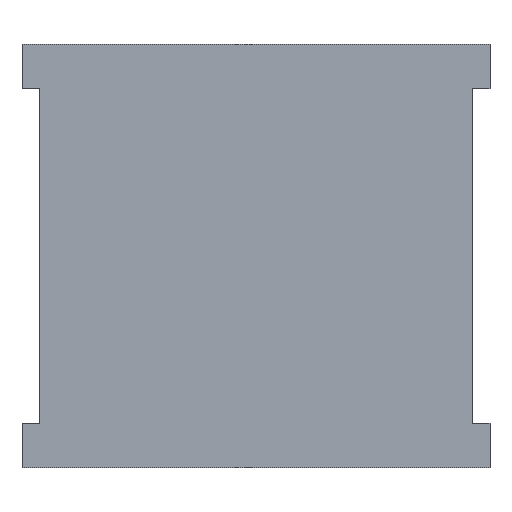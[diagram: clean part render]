
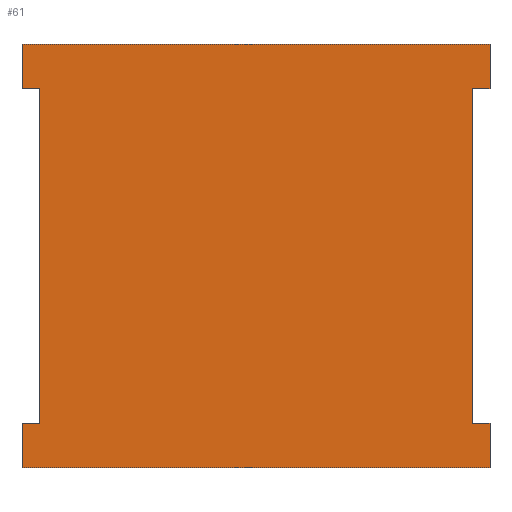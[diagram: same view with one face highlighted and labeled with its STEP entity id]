
A CAD part, front view. The second image highlights one B-rep face of the part: STEP entity #61.
In plain terms, the highlighted planar face has unit normal (0, -1, 0).
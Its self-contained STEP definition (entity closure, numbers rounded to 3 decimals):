
#61=ADVANCED_FACE('NONE',(#131),#132,.T.);
#131=FACE_OUTER_BOUND('',#238,.T.);
#132=PLANE('',#239);
#238=EDGE_LOOP('',(#449,#450,#451,#452,#453,#454,#455,#456,#457,#458,#459,#460));
#239=AXIS2_PLACEMENT_3D('',#461,#462,#463);
#449=ORIENTED_EDGE('',*,*,#799,.T.);
#450=ORIENTED_EDGE('',*,*,#800,.T.);
#451=ORIENTED_EDGE('',*,*,#801,.T.);
#452=ORIENTED_EDGE('',*,*,#802,.F.);
#453=ORIENTED_EDGE('',*,*,#803,.F.);
#454=ORIENTED_EDGE('',*,*,#767,.F.);
#455=ORIENTED_EDGE('',*,*,#798,.F.);
#456=ORIENTED_EDGE('',*,*,#772,.F.);
#457=ORIENTED_EDGE('',*,*,#804,.F.);
#458=ORIENTED_EDGE('',*,*,#805,.T.);
#459=ORIENTED_EDGE('',*,*,#806,.T.);
#460=ORIENTED_EDGE('',*,*,#807,.T.);
#461=CARTESIAN_POINT('',(0.0,-10.5,9.5));
#462=DIRECTION('',(0.0,-1.0,0.0));
#463=DIRECTION('',(0.0,0.0,-1.0));
#767=EDGE_CURVE('NONE',#931,#933,#934,.T.);
#772=EDGE_CURVE('NONE',#940,#942,#943,.T.);
#798=EDGE_CURVE('NONE',#942,#931,#988,.T.);
#799=EDGE_CURVE('NONE',#989,#990,#991,.T.);
#800=EDGE_CURVE('NONE',#990,#992,#993,.T.);
#801=EDGE_CURVE('NONE',#992,#994,#995,.T.);
#802=EDGE_CURVE('NONE',#996,#994,#997,.T.);
#803=EDGE_CURVE('NONE',#933,#996,#998,.T.);
#804=EDGE_CURVE('NONE',#999,#940,#1000,.T.);
#805=EDGE_CURVE('NONE',#999,#1001,#1002,.T.);
#806=EDGE_CURVE('NONE',#1001,#1003,#1004,.T.);
#807=EDGE_CURVE('NONE',#1003,#989,#1005,.T.);
#931=VERTEX_POINT('NONE',#1182);
#933=VERTEX_POINT('NONE',#1185);
#934=LINE('',#1186,#1187);
#940=VERTEX_POINT('NONE',#1196);
#942=VERTEX_POINT('NONE',#1199);
#943=LINE('',#1200,#1201);
#988=LINE('',#1269,#1270);
#989=VERTEX_POINT('NONE',#1271);
#990=VERTEX_POINT('NONE',#1272);
#991=LINE('',#1273,#1274);
#992=VERTEX_POINT('NONE',#1275);
#993=LINE('',#1276,#1277);
#994=VERTEX_POINT('NONE',#1278);
#995=LINE('',#1279,#1280);
#996=VERTEX_POINT('NONE',#1281);
#997=LINE('',#1282,#1283);
#998=LINE('',#1284,#1285);
#999=VERTEX_POINT('NONE',#1286);
#1000=LINE('',#1287,#1288);
#1001=VERTEX_POINT('NONE',#1289);
#1002=LINE('',#1290,#1291);
#1003=VERTEX_POINT('NONE',#1292);
#1004=LINE('',#1293,#1294);
#1005=LINE('',#1295,#1296);
#1182=CARTESIAN_POINT('',(20.2,-10.5,-7.5));
#1185=CARTESIAN_POINT('',(21.0,-10.5,-7.5));
#1186=CARTESIAN_POINT('',(21.0,-10.5,-7.5));
#1187=VECTOR('',#1471,1000.0);
#1196=CARTESIAN_POINT('',(21.0,-10.5,7.5));
#1199=CARTESIAN_POINT('',(20.2,-10.5,7.5));
#1200=CARTESIAN_POINT('',(19.7,-10.5,7.5));
#1201=VECTOR('',#1476,1000.0);
#1269=CARTESIAN_POINT('',(20.2,-10.5,1.75));
#1270=VECTOR('',#1506,1000.0);
#1271=CARTESIAN_POINT('',(0.8,-10.5,7.5));
#1272=CARTESIAN_POINT('',(0.8,-10.5,-7.5));
#1273=CARTESIAN_POINT('',(0.8,-10.5,1.75));
#1274=VECTOR('',#1507,1000.0);
#1275=CARTESIAN_POINT('',(0.,-10.5,-7.5));
#1276=CARTESIAN_POINT('',(0.,-10.5,-7.5));
#1277=VECTOR('',#1508,1000.0);
#1278=CARTESIAN_POINT('',(0.0,-10.5,-9.5));
#1279=CARTESIAN_POINT('',(0.0,-10.5,9.5));
#1280=VECTOR('',#1509,1000.0);
#1281=CARTESIAN_POINT('',(21.0,-10.5,-9.5));
#1282=CARTESIAN_POINT('',(0.0,-10.5,-9.5));
#1283=VECTOR('',#1510,1000.0);
#1284=CARTESIAN_POINT('',(21.0,-10.5,9.5));
#1285=VECTOR('',#1511,1000.0);
#1286=CARTESIAN_POINT('',(21.0,-10.5,9.5));
#1287=CARTESIAN_POINT('',(21.0,-10.5,9.5));
#1288=VECTOR('',#1512,1000.0);
#1289=CARTESIAN_POINT('',(0.0,-10.5,9.5));
#1290=CARTESIAN_POINT('',(0.0,-10.5,9.5));
#1291=VECTOR('',#1513,1000.0);
#1292=CARTESIAN_POINT('',(0.,-10.5,7.5));
#1293=CARTESIAN_POINT('',(0.0,-10.5,9.5));
#1294=VECTOR('',#1514,1000.0);
#1295=CARTESIAN_POINT('',(1.3,-10.5,7.5));
#1296=VECTOR('',#1515,1000.0);
#1471=DIRECTION('',(1.0,0.,0.));
#1476=DIRECTION('',(-1.0,0.,0.));
#1506=DIRECTION('',(0.,0.,-1.0));
#1507=DIRECTION('',(0.,0.0,-1.0));
#1508=DIRECTION('',(-1.0,0.0,0.));
#1509=DIRECTION('',(-0.0,-0.0,-1.0));
#1510=DIRECTION('',(-1.0,0.0,-0.0));
#1511=DIRECTION('',(-0.0,-0.0,-1.0));
#1512=DIRECTION('',(-0.0,-0.0,-1.0));
#1513=DIRECTION('',(-1.0,0.0,-0.0));
#1514=DIRECTION('',(-0.0,-0.0,-1.0));
#1515=DIRECTION('',(1.0,0.0,0.));
